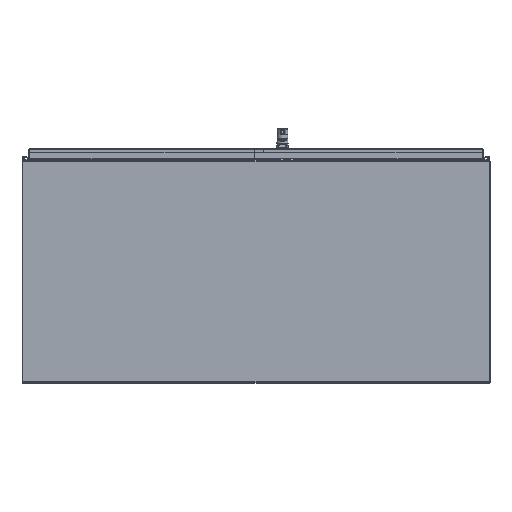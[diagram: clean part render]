
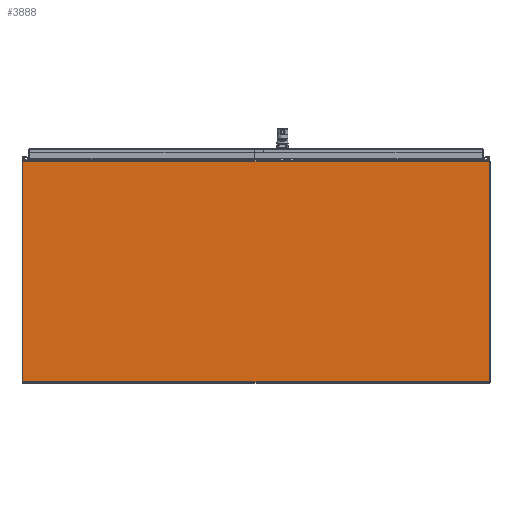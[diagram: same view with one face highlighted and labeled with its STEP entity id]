
A CAD part, front view. The second image highlights one B-rep face of the part: STEP entity #3888.
In plain terms, the highlighted planar face has unit normal (0, -1, 0).
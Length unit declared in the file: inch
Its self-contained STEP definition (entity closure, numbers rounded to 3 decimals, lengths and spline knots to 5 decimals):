
#3888 = ADVANCED_FACE ( 'NONE', ( #139116 ), #210911, .F. ) ;
#6463 = CARTESIAN_POINT ( 'NONE',  ( 20.926, -20.0625, -10.25741 ) ) ;
#7778 = EDGE_CURVE ( 'NONE', #22690, #58713, #172776, .T. ) ;
#14563 = VECTOR ( 'NONE', #112054, 39.37008 ) ;
#22690 = VERTEX_POINT ( 'NONE', #177211 ) ;
#33847 = VERTEX_POINT ( 'NONE', #165310 ) ;
#35093 = VECTOR ( 'NONE', #63488, 39.37008 ) ;
#35255 = ORIENTED_EDGE ( 'NONE', *, *, #7778, .F. ) ;
#39229 = DIRECTION ( 'NONE',  ( 0., 0., 1. ) ) ;
#42625 = ORIENTED_EDGE ( 'NONE', *, *, #139381, .F. ) ;
#58022 = LINE ( 'NONE', #78048, #14563 ) ;
#58713 = VERTEX_POINT ( 'NONE', #6463 ) ;
#63488 = DIRECTION ( 'NONE',  ( 0., 0., -1. ) ) ;
#78048 = CARTESIAN_POINT ( 'NONE',  ( 0., -20.0625, 9.53209 ) ) ;
#79771 = EDGE_LOOP ( 'NONE', ( #225270, #84345, #35255, #42625 ) ) ;
#84345 = ORIENTED_EDGE ( 'NONE', *, *, #151644, .F. ) ;
#90806 = CARTESIAN_POINT ( 'NONE',  ( 0., -20.0625, -0.36016 ) ) ;
#99963 = EDGE_CURVE ( 'NONE', #33847, #212785, #128632, .T. ) ;
#101149 = AXIS2_PLACEMENT_3D ( 'NONE', #90806, #213257, #142540 ) ;
#105975 = DIRECTION ( 'NONE',  ( -1., 0., 0. ) ) ;
#112054 = DIRECTION ( 'NONE',  ( 1., 0., 0. ) ) ;
#124817 = CARTESIAN_POINT ( 'NONE',  ( 0., -20.0625, -10.25741 ) ) ;
#128632 = LINE ( 'NONE', #200464, #146725 ) ;
#132819 = CARTESIAN_POINT ( 'NONE',  ( 20.926, -20.0625, -10.25741 ) ) ;
#139116 = FACE_OUTER_BOUND ( 'NONE', #79771, .T. ) ;
#139381 = EDGE_CURVE ( 'NONE', #212785, #22690, #58022, .T. ) ;
#142540 = DIRECTION ( 'NONE',  ( 0., 0., 1. ) ) ;
#146725 = VECTOR ( 'NONE', #39229, 39.37008 ) ;
#151644 = EDGE_CURVE ( 'NONE', #58713, #33847, #195534, .T. ) ;
#160180 = CARTESIAN_POINT ( 'NONE',  ( -20.926, -20.0625, 9.53209 ) ) ;
#165310 = CARTESIAN_POINT ( 'NONE',  ( -20.926, -20.0625, -10.25741 ) ) ;
#172776 = LINE ( 'NONE', #132819, #35093 ) ;
#177211 = CARTESIAN_POINT ( 'NONE',  ( 20.926, -20.0625, 9.53209 ) ) ;
#195534 = LINE ( 'NONE', #124817, #209466 ) ;
#200464 = CARTESIAN_POINT ( 'NONE',  ( -20.926, -20.0625, -10.25741 ) ) ;
#209466 = VECTOR ( 'NONE', #105975, 39.37008 ) ;
#210911 = PLANE ( 'NONE',  #101149 ) ;
#212785 = VERTEX_POINT ( 'NONE', #160180 ) ;
#213257 = DIRECTION ( 'NONE',  ( 0., 1., 0. ) ) ;
#225270 = ORIENTED_EDGE ( 'NONE', *, *, #99963, .F. ) ;
